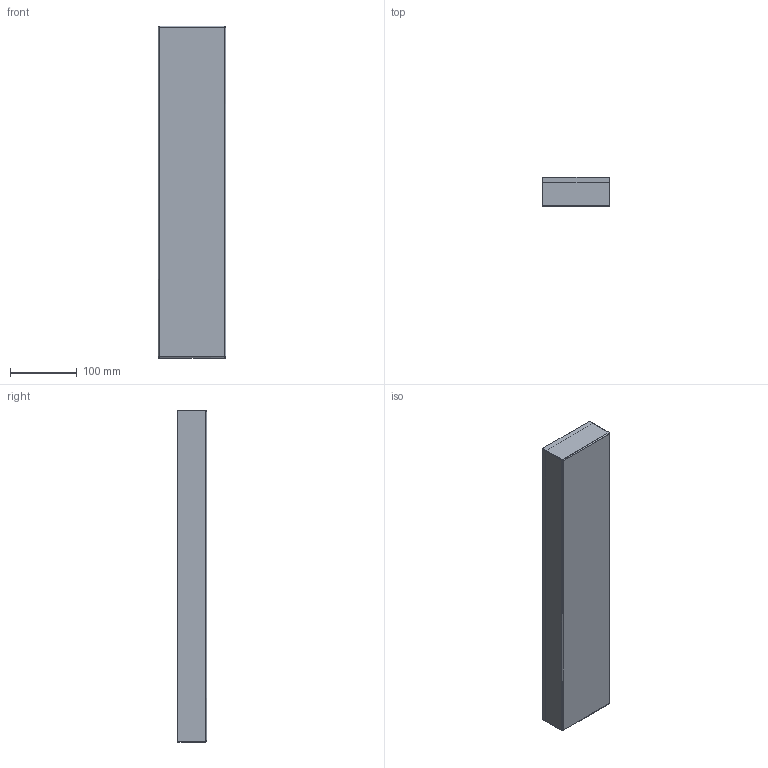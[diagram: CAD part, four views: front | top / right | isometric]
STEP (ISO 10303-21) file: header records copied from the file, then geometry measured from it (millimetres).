
FILE_DESCRIPTION(/* description */ (''),/* implementation_level */ '2;1');
FILE_NAME(/* name */ 'TBAA050004 A Customer.stp',/* time_stamp */ '2014-05-16T11:47:19+02:00',/* author */ ('bs'),/* organization */ (''),/* preprocessor_version */ 'ST-DEVELOPER v15.2',/* originating_system */ 'Autodesk Inventor 2014',/* authorisation */ '');
FILE_SCHEMA (('AUTOMOTIVE_DESIGN { 1 0 10303 214 3 1 1 }'));
Length unit declared in the file: millimetre
Products named in the file (1): TBAA050004 A Customer
Bounding box: 101.6 x 43.8 x 498.6 mm (x, y, z)
Volume: 477952.5 mm3; surface area: 294381.7 mm2
Topology: 1 solids, 1 shells, 52 faces, 122 edges, 70 vertices
Faces by surface type: plane 32, cylinder 12, bspline 8
Full cylindrical faces by diameter (mm): 6.647 x2, 12 x2
Entity records: 1687 total; most frequent: CARTESIAN_POINT 485, ORIENTED_EDGE 232, DIRECTION 202, EDGE_CURVE 116, LINE 88, VECTOR 88, VERTEX_POINT 68, EDGE_LOOP 64
